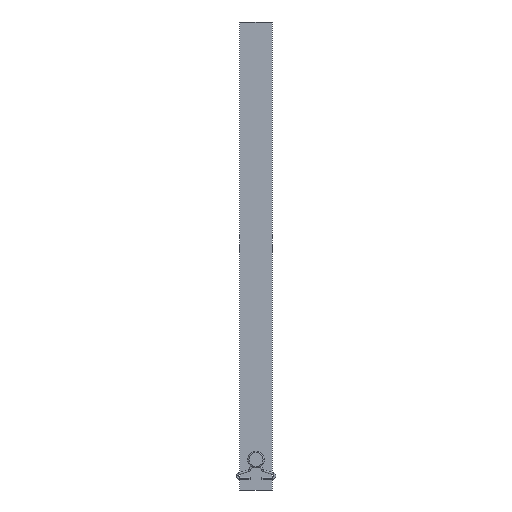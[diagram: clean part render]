
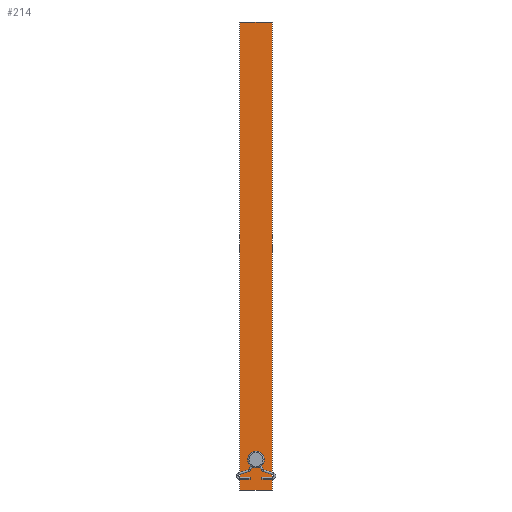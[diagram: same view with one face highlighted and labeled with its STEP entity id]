
A CAD part, left-side view. The second image highlights one B-rep face of the part: STEP entity #214.
In plain terms, the highlighted planar face has unit normal (-1, 0, 0).
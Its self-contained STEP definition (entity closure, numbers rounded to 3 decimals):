
#62 = CARTESIAN_POINT ( 'NONE',  ( -0.5, -2., 13. ) ) ;
#66 = VECTOR ( 'NONE', #435, 1000. ) ;
#188 = CARTESIAN_POINT ( 'NONE',  ( -0.5, 7., 200. ) ) ;
#214 = ADVANCED_FACE ( 'NONE', ( #2145, #2793 ), #2096, .F. ) ;
#226 = AXIS2_PLACEMENT_3D ( 'NONE', #1855, #1112, #2576 ) ;
#265 = VECTOR ( 'NONE', #2837, 1000. ) ;
#277 = EDGE_CURVE ( 'NONE', #755, #1775, #3087, .T. ) ;
#299 = LINE ( 'NONE', #2231, #2242 ) ;
#400 = DIRECTION ( 'NONE',  ( -1., 0., 0. ) ) ;
#406 = EDGE_CURVE ( 'NONE', #1775, #3072, #1876, .T. ) ;
#430 = VERTEX_POINT ( 'NONE', #62 ) ;
#435 = DIRECTION ( 'NONE',  ( 0., 0., -1. ) ) ;
#453 = ORIENTED_EDGE ( 'NONE', *, *, #277, .T. ) ;
#509 = CIRCLE ( 'NONE', #226, 2. ) ;
#624 = VECTOR ( 'NONE', #954, 1000. ) ;
#625 = DIRECTION ( 'NONE',  ( 0., 1., 0. ) ) ;
#640 = EDGE_CURVE ( 'NONE', #430, #948, #509, .T. ) ;
#711 = VERTEX_POINT ( 'NONE', #1308 ) ;
#755 = VERTEX_POINT ( 'NONE', #1539 ) ;
#917 = ORIENTED_EDGE ( 'NONE', *, *, #1518, .F. ) ;
#948 = VERTEX_POINT ( 'NONE', #2389 ) ;
#954 = DIRECTION ( 'NONE',  ( 0., -1., 0. ) ) ;
#975 = LINE ( 'NONE', #3121, #624 ) ;
#1011 = DIRECTION ( 'NONE',  ( 0., 0., -1. ) ) ;
#1112 = DIRECTION ( 'NONE',  ( -1., 0., 0. ) ) ;
#1153 = ORIENTED_EDGE ( 'NONE', *, *, #406, .T. ) ;
#1308 = CARTESIAN_POINT ( 'NONE',  ( -0.5, -7., 200. ) ) ;
#1356 = DIRECTION ( 'NONE',  ( 1., 0., 0. ) ) ;
#1460 = ORIENTED_EDGE ( 'NONE', *, *, #640, .F. ) ;
#1518 = EDGE_CURVE ( 'NONE', #711, #3072, #299, .T. ) ;
#1539 = CARTESIAN_POINT ( 'NONE',  ( -0.5, 7., 200. ) ) ;
#1569 = EDGE_LOOP ( 'NONE', ( #1153, #917, #3098, #453 ) ) ;
#1614 = CARTESIAN_POINT ( 'NONE',  ( -0.5, 7., 200. ) ) ;
#1644 = CARTESIAN_POINT ( 'NONE',  ( -0.5, 7., 0. ) ) ;
#1693 = AXIS2_PLACEMENT_3D ( 'NONE', #188, #1356, #625 ) ;
#1768 = CARTESIAN_POINT ( 'NONE',  ( -0.5, -7., 0. ) ) ;
#1775 = VERTEX_POINT ( 'NONE', #2987 ) ;
#1855 = CARTESIAN_POINT ( 'NONE',  ( -0.5, 0., 13. ) ) ;
#1876 = LINE ( 'NONE', #1644, #265 ) ;
#2079 = CARTESIAN_POINT ( 'NONE',  ( -0.5, 0., 13. ) ) ;
#2096 = PLANE ( 'NONE',  #1693 ) ;
#2145 = FACE_BOUND ( 'NONE', #2275, .T. ) ;
#2210 = EDGE_CURVE ( 'NONE', #948, #430, #2294, .T. ) ;
#2231 = CARTESIAN_POINT ( 'NONE',  ( -0.5, -7., 200. ) ) ;
#2242 = VECTOR ( 'NONE', #1011, 1000. ) ;
#2275 = EDGE_LOOP ( 'NONE', ( #1460, #3106 ) ) ;
#2294 = CIRCLE ( 'NONE', #2999, 2. ) ;
#2389 = CARTESIAN_POINT ( 'NONE',  ( -0.5, 2., 13. ) ) ;
#2495 = EDGE_CURVE ( 'NONE', #755, #711, #975, .T. ) ;
#2541 = DIRECTION ( 'NONE',  ( 0., 1., 0. ) ) ;
#2576 = DIRECTION ( 'NONE',  ( 0., 1., 0. ) ) ;
#2793 = FACE_OUTER_BOUND ( 'NONE', #1569, .T. ) ;
#2837 = DIRECTION ( 'NONE',  ( 0., -1., 0. ) ) ;
#2987 = CARTESIAN_POINT ( 'NONE',  ( -0.5, 7., 0. ) ) ;
#2999 = AXIS2_PLACEMENT_3D ( 'NONE', #2079, #400, #2541 ) ;
#3072 = VERTEX_POINT ( 'NONE', #1768 ) ;
#3087 = LINE ( 'NONE', #1614, #66 ) ;
#3098 = ORIENTED_EDGE ( 'NONE', *, *, #2495, .F. ) ;
#3106 = ORIENTED_EDGE ( 'NONE', *, *, #2210, .F. ) ;
#3121 = CARTESIAN_POINT ( 'NONE',  ( -0.5, 7., 200. ) ) ;
